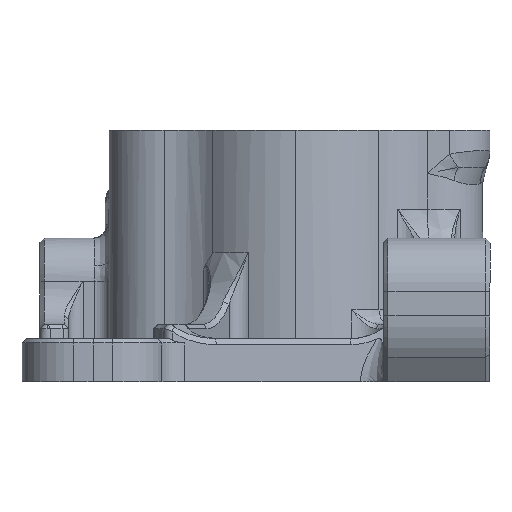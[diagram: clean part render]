
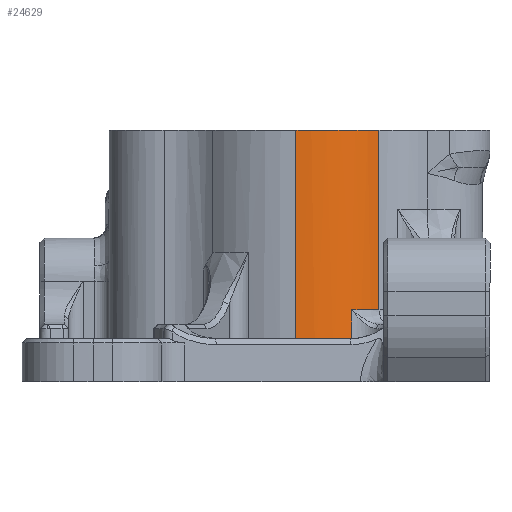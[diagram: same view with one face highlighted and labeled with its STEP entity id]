
A CAD part, left-side view. The second image highlights one B-rep face of the part: STEP entity #24629.
In plain terms, the highlighted cylindrical face has radius 8 mm (diameter 16 mm), a partial arc.
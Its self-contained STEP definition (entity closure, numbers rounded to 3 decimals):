
#220 = CIRCLE ( 'NONE', #6090, 8. ) ;
#262 = EDGE_CURVE ( 'NONE', #34176, #30392, #1551, .T. ) ;
#722 = CARTESIAN_POINT ( 'NONE',  ( -7., -3.874, 0.3 ) ) ;
#819 = LINE ( 'NONE', #15102, #5658 ) ;
#997 = CARTESIAN_POINT ( 'NONE',  ( -7.78, -2.152, 17.5 ) ) ;
#1436 = B_SPLINE_CURVE_WITH_KNOTS ( 'NONE', 3,
 ( #31639, #29049, #26130, #997, #3925, #15112 ),
 .UNSPECIFIED., .F., .F.,
 ( 4, 2, 4 ),
 ( 0., 0.5, 1. ),
 .UNSPECIFIED. ) ;
#1551 = LINE ( 'NONE', #26671, #27818 ) ;
#1741 = DIRECTION ( 'NONE',  ( 0., 0., -1. ) ) ;
#2815 = CIRCLE ( 'NONE', #16278, 8. ) ;
#2862 = CARTESIAN_POINT ( 'NONE',  ( 0., 0., 17.5 ) ) ;
#3342 = EDGE_CURVE ( 'NONE', #24242, #35271, #819, .T. ) ;
#3652 = CARTESIAN_POINT ( 'NONE',  ( -5.533, -5.778, 5. ) ) ;
#3925 = CARTESIAN_POINT ( 'NONE',  ( -8., -1.076, 17.5 ) ) ;
#4096 = DIRECTION ( 'NONE',  ( 0., 0., 1. ) ) ;
#4457 = AXIS2_PLACEMENT_3D ( 'NONE', #2862, #21772, #10761 ) ;
#4774 = LINE ( 'NONE', #15959, #24613 ) ;
#4956 = DIRECTION ( 'NONE',  ( 0., 0., 1. ) ) ;
#5427 = ORIENTED_EDGE ( 'NONE', *, *, #262, .T. ) ;
#5658 = VECTOR ( 'NONE', #4096, 1000. ) ;
#5949 = DIRECTION ( 'NONE',  ( -1., 0., 0. ) ) ;
#6090 = AXIS2_PLACEMENT_3D ( 'NONE', #28125, #22465, #5949 ) ;
#6710 = CARTESIAN_POINT ( 'NONE',  ( 0., 0., 0.3 ) ) ;
#7652 = VERTEX_POINT ( 'NONE', #3652 ) ;
#7789 = ORIENTED_EDGE ( 'NONE', *, *, #3342, .T. ) ;
#9335 = EDGE_CURVE ( 'NONE', #24242, #30392, #2815, .T. ) ;
#9947 = ORIENTED_EDGE ( 'NONE', *, *, #9335, .F. ) ;
#10761 = DIRECTION ( 'NONE',  ( -1., 0., 0. ) ) ;
#11738 = EDGE_LOOP ( 'NONE', ( #32320, #5427, #9947, #7789, #17389, #25424 ) ) ;
#13529 = FACE_OUTER_BOUND ( 'NONE', #11738, .T. ) ;
#14416 = CARTESIAN_POINT ( 'NONE',  ( -5.533, -5.778, 17.5 ) ) ;
#15102 = CARTESIAN_POINT ( 'NONE',  ( -7., -3.874, 17.5 ) ) ;
#15112 = CARTESIAN_POINT ( 'NONE',  ( -8., 0., 17.5 ) ) ;
#15813 = CARTESIAN_POINT ( 'NONE',  ( -8., 0., 17.5 ) ) ;
#15959 = CARTESIAN_POINT ( 'NONE',  ( -5.533, -5.778, 17.5 ) ) ;
#16278 = AXIS2_PLACEMENT_3D ( 'NONE', #6710, #19954, #20122 ) ;
#17389 = ORIENTED_EDGE ( 'NONE', *, *, #20041, .T. ) ;
#18118 = CARTESIAN_POINT ( 'NONE',  ( -7., -3.874, 5. ) ) ;
#19954 = DIRECTION ( 'NONE',  ( 0., 0., -1. ) ) ;
#20041 = EDGE_CURVE ( 'NONE', #35271, #7652, #220, .T. ) ;
#20122 = DIRECTION ( 'NONE',  ( 1., 0., 0. ) ) ;
#21772 = DIRECTION ( 'NONE',  ( 0., 0., -1. ) ) ;
#22465 = DIRECTION ( 'NONE',  ( 0., 0., 1. ) ) ;
#24242 = VERTEX_POINT ( 'NONE', #722 ) ;
#24613 = VECTOR ( 'NONE', #4956, 1000. ) ;
#24629 = ADVANCED_FACE ( 'NONE', ( #13529 ), #35910, .T. ) ;
#25424 = ORIENTED_EDGE ( 'NONE', *, *, #33423, .T. ) ;
#25724 = CARTESIAN_POINT ( 'NONE',  ( -8., 0., 0.3 ) ) ;
#26130 = CARTESIAN_POINT ( 'NONE',  ( -6.935, -4.131, 17.5 ) ) ;
#26671 = CARTESIAN_POINT ( 'NONE',  ( -8., 0., 17.5 ) ) ;
#27818 = VECTOR ( 'NONE', #1741, 1000. ) ;
#28125 = CARTESIAN_POINT ( 'NONE',  ( 0., 0., 5. ) ) ;
#29049 = CARTESIAN_POINT ( 'NONE',  ( -6.31, -5.034, 17.5 ) ) ;
#30392 = VERTEX_POINT ( 'NONE', #25724 ) ;
#30707 = VERTEX_POINT ( 'NONE', #14416 ) ;
#30949 = EDGE_CURVE ( 'NONE', #30707, #34176, #1436, .T. ) ;
#31639 = CARTESIAN_POINT ( 'NONE',  ( -5.533, -5.778, 17.5 ) ) ;
#32320 = ORIENTED_EDGE ( 'NONE', *, *, #30949, .T. ) ;
#33423 = EDGE_CURVE ( 'NONE', #7652, #30707, #4774, .T. ) ;
#34176 = VERTEX_POINT ( 'NONE', #15813 ) ;
#35271 = VERTEX_POINT ( 'NONE', #18118 ) ;
#35910 = CYLINDRICAL_SURFACE ( 'NONE', #4457, 8. ) ;
